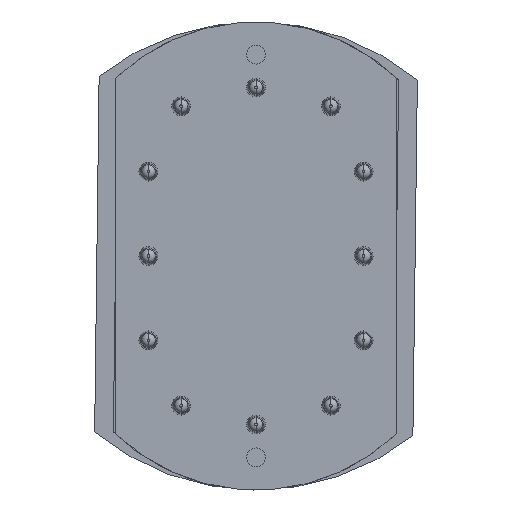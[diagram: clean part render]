
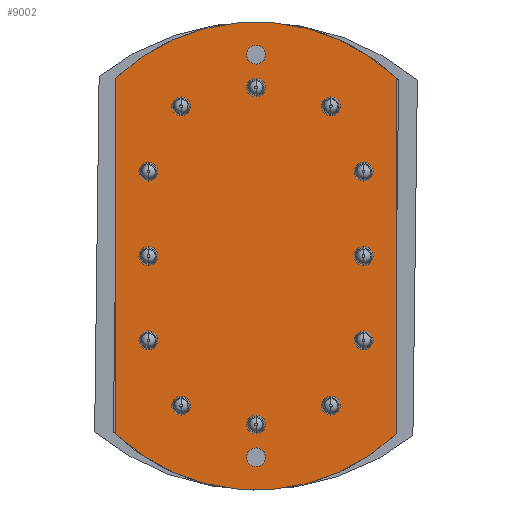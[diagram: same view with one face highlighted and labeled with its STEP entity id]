
A CAD part, front view. The second image highlights one B-rep face of the part: STEP entity #9002.
In plain terms, the highlighted face is planar.
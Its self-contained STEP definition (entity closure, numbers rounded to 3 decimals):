
#592 = CARTESIAN_POINT ( 'NONE',  ( 7.5, -9.5, 0. ) ) ;
#661 = DIRECTION ( 'NONE',  ( 0., 0., -1. ) ) ;
#1196 = DIRECTION ( 'NONE',  ( 0., 0., 1. ) ) ;
#1485 = CARTESIAN_POINT ( 'NONE',  ( 0.5, 10.75, 0. ) ) ;
#2082 = CARTESIAN_POINT ( 'NONE',  ( -0.5, 10.75, 0. ) ) ;
#2114 = VERTEX_POINT ( 'NONE', #17815 ) ;
#2648 = CARTESIAN_POINT ( 'NONE',  ( 7.5, 0., 0. ) ) ;
#3264 = PLANE ( 'NONE',  #4879 ) ;
#3525 = EDGE_CURVE ( 'NONE', #20570, #18531, #11272, .T. ) ;
#3558 = VECTOR ( 'NONE', #9611, 1000. ) ;
#3836 = DIRECTION ( 'NONE',  ( 0., 0., -1. ) ) ;
#4057 = EDGE_CURVE ( 'NONE', #8071, #9780, #20336, .T. ) ;
#4183 = VERTEX_POINT ( 'NONE', #5984 ) ;
#4561 = DIRECTION ( 'NONE',  ( 0., 0., -1. ) ) ;
#4836 = ORIENTED_EDGE ( 'NONE', *, *, #5148, .F. ) ;
#4879 = AXIS2_PLACEMENT_3D ( 'NONE', #4996, #15322, #6772 ) ;
#4932 = FACE_BOUND ( 'NONE', #20139, .T. ) ;
#4996 = CARTESIAN_POINT ( 'NONE',  ( 0., 0., 0. ) ) ;
#5148 = EDGE_CURVE ( 'NONE', #9780, #8071, #5592, .T. ) ;
#5298 = DIRECTION ( 'NONE',  ( 1., 0., 0. ) ) ;
#5348 = AXIS2_PLACEMENT_3D ( 'NONE', #17662, #21176, #16174 ) ;
#5394 = AXIS2_PLACEMENT_3D ( 'NONE', #7512, #661, #19568 ) ;
#5592 = CIRCLE ( 'NONE', #18018, 0.5 ) ;
#5984 = CARTESIAN_POINT ( 'NONE',  ( -7.5, -9.5, 0. ) ) ;
#6281 = DIRECTION ( 'NONE',  ( 1., 0., 0. ) ) ;
#6772 = DIRECTION ( 'NONE',  ( 1., 0., 0. ) ) ;
#7003 = CARTESIAN_POINT ( 'NONE',  ( 0., -10.75, 0. ) ) ;
#7512 = CARTESIAN_POINT ( 'NONE',  ( 0., 10.75, 0. ) ) ;
#8067 = ORIENTED_EDGE ( 'NONE', *, *, #18489, .F. ) ;
#8071 = VERTEX_POINT ( 'NONE', #20706 ) ;
#8185 = ORIENTED_EDGE ( 'NONE', *, *, #20362, .F. ) ;
#8652 = ORIENTED_EDGE ( 'NONE', *, *, #19460, .F. ) ;
#9002 = ADVANCED_FACE ( 'NONE', ( #4932, #11343, #18308 ), #3264, .F. ) ;
#9611 = DIRECTION ( 'NONE',  ( 0., -1., 0. ) ) ;
#9780 = VERTEX_POINT ( 'NONE', #13864 ) ;
#9882 = CARTESIAN_POINT ( 'NONE',  ( 0., 1.625, 0. ) ) ;
#9933 = CIRCLE ( 'NONE', #20340, 0.5 ) ;
#10523 = VERTEX_POINT ( 'NONE', #592 ) ;
#11272 = CIRCLE ( 'NONE', #5394, 0.5 ) ;
#11343 = FACE_OUTER_BOUND ( 'NONE', #14254, .T. ) ;
#12560 = DIRECTION ( 'NONE',  ( 0., -1., 0. ) ) ;
#12694 = CARTESIAN_POINT ( 'NONE',  ( -7.5, 9.5, 0. ) ) ;
#13303 = DIRECTION ( 'NONE',  ( 1., 0., 0. ) ) ;
#13436 = VECTOR ( 'NONE', #12560, 1000. ) ;
#13864 = CARTESIAN_POINT ( 'NONE',  ( 0.5, -10.75, 0. ) ) ;
#14210 = CARTESIAN_POINT ( 'NONE',  ( -7.5, 0., 0. ) ) ;
#14254 = EDGE_LOOP ( 'NONE', ( #18341, #20067, #8652, #8067 ) ) ;
#15041 = CARTESIAN_POINT ( 'NONE',  ( 0., 10.75, 0. ) ) ;
#15322 = DIRECTION ( 'NONE',  ( 0., 0., 1. ) ) ;
#15655 = CIRCLE ( 'NONE', #5348, 10.875 ) ;
#16174 = DIRECTION ( 'NONE',  ( 1., 0., 0. ) ) ;
#16394 = EDGE_CURVE ( 'NONE', #10523, #4183, #15655, .T. ) ;
#16741 = AXIS2_PLACEMENT_3D ( 'NONE', #9882, #1196, #13303 ) ;
#16958 = VERTEX_POINT ( 'NONE', #12694 ) ;
#17190 = LINE ( 'NONE', #14210, #13436 ) ;
#17527 = CARTESIAN_POINT ( 'NONE',  ( 0., -10.75, 0. ) ) ;
#17662 = CARTESIAN_POINT ( 'NONE',  ( 0., -1.625, 0. ) ) ;
#17808 = EDGE_CURVE ( 'NONE', #2114, #10523, #20696, .T. ) ;
#17810 = DIRECTION ( 'NONE',  ( 0., 0., -1. ) ) ;
#17815 = CARTESIAN_POINT ( 'NONE',  ( 7.5, 9.5, 0. ) ) ;
#18018 = AXIS2_PLACEMENT_3D ( 'NONE', #7003, #17810, #5298 ) ;
#18308 = FACE_BOUND ( 'NONE', #21346, .T. ) ;
#18341 = ORIENTED_EDGE ( 'NONE', *, *, #17808, .T. ) ;
#18489 = EDGE_CURVE ( 'NONE', #2114, #16958, #20923, .T. ) ;
#18531 = VERTEX_POINT ( 'NONE', #1485 ) ;
#18876 = ORIENTED_EDGE ( 'NONE', *, *, #4057, .F. ) ;
#19460 = EDGE_CURVE ( 'NONE', #16958, #4183, #17190, .T. ) ;
#19568 = DIRECTION ( 'NONE',  ( 1., 0., 0. ) ) ;
#19591 = AXIS2_PLACEMENT_3D ( 'NONE', #17527, #3836, #20823 ) ;
#20067 = ORIENTED_EDGE ( 'NONE', *, *, #16394, .T. ) ;
#20139 = EDGE_LOOP ( 'NONE', ( #8185, #20612 ) ) ;
#20336 = CIRCLE ( 'NONE', #19591, 0.5 ) ;
#20340 = AXIS2_PLACEMENT_3D ( 'NONE', #15041, #4561, #6281 ) ;
#20362 = EDGE_CURVE ( 'NONE', #18531, #20570, #9933, .T. ) ;
#20570 = VERTEX_POINT ( 'NONE', #2082 ) ;
#20612 = ORIENTED_EDGE ( 'NONE', *, *, #3525, .F. ) ;
#20696 = LINE ( 'NONE', #2648, #3558 ) ;
#20706 = CARTESIAN_POINT ( 'NONE',  ( -0.5, -10.75, 0. ) ) ;
#20823 = DIRECTION ( 'NONE',  ( 1., 0., 0. ) ) ;
#20923 = CIRCLE ( 'NONE', #16741, 10.875 ) ;
#21176 = DIRECTION ( 'NONE',  ( 0., 0., -1. ) ) ;
#21346 = EDGE_LOOP ( 'NONE', ( #4836, #18876 ) ) ;
